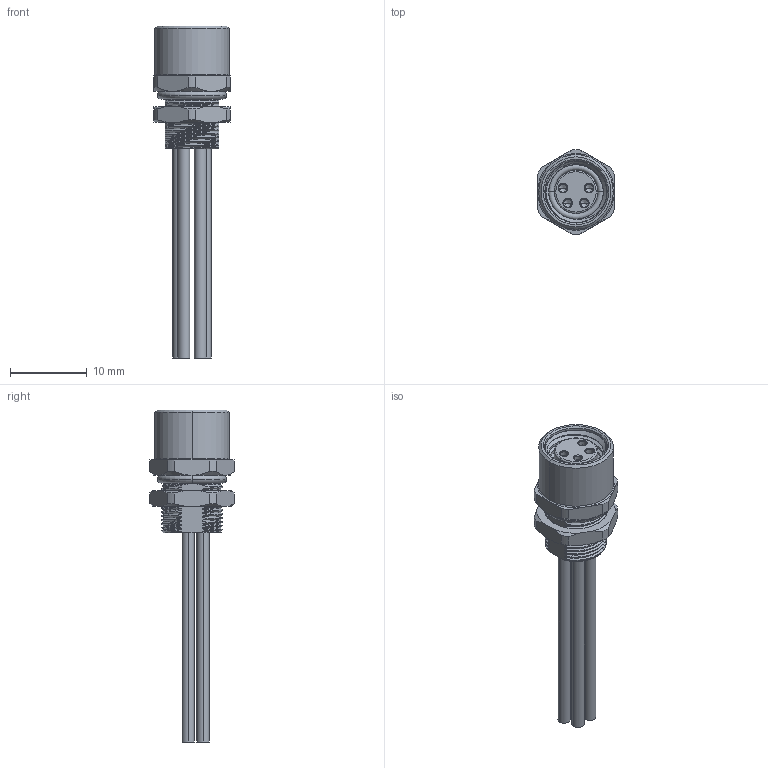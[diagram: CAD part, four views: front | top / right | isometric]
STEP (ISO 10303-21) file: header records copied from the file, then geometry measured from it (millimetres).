
FILE_DESCRIPTION((''),'2;1');
FILE_NAME('4P-K14','2025-09-09T',('gongcheng16'),(''),'PRO/ENGINEER BY PARAMETRIC TECHNOLOGY CORPORATION, 2010280','PRO/ENGINEER BY PARAMETRIC TECHNOLOGY CORPORATION, 2010280','');
FILE_SCHEMA(('CONFIG_CONTROL_DESIGN'));
Length unit declared in the file: millimetre
Products named in the file (1): 4P-K14
Bounding box: 10 x 10.99 x 43.2 mm (x, y, z)
Volume: 253.2 mm3; surface area: 2984.7 mm2
Topology: 1 solids, 14 shells, 560 faces, 1383 edges, 866 vertices
Faces by surface type: cylinder 187, plane 146, cone 100, bspline 95, torus 32
Entity records: 32735 total; most frequent: CARTESIAN_POINT 20097, ORIENTED_EDGE 2734, DIRECTION 2415, EDGE_CURVE 1367, AXIS2_PLACEMENT_3D 940, VERTEX_POINT 866, EDGE_LOOP 615, FACE_OUTER_BOUND 560
